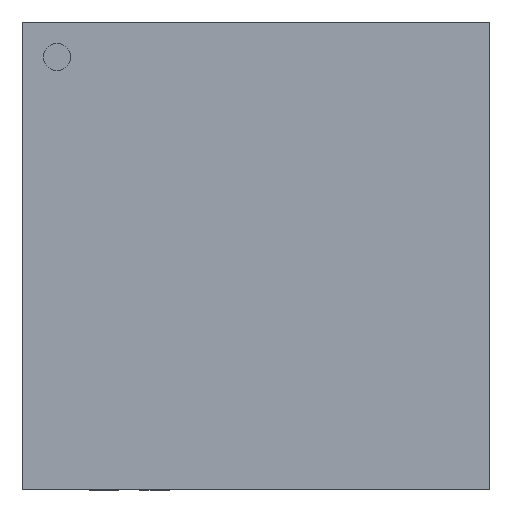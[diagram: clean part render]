
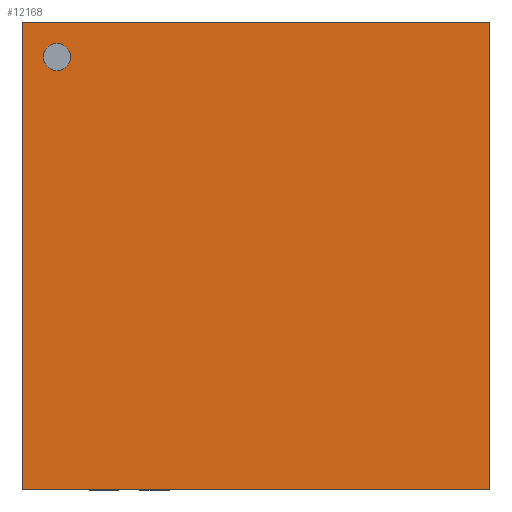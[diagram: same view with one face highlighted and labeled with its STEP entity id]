
A CAD part, top view. The second image highlights one B-rep face of the part: STEP entity #12168.
In plain terms, the highlighted planar face has unit normal (0, 0, 1).
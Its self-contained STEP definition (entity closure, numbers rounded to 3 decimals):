
#443 = PLANE('',#444);
#444 = AXIS2_PLACEMENT_3D('',#445,#446,#447);
#445 = CARTESIAN_POINT('',(-2.99,-2.99,0.02));
#446 = DIRECTION('',(1.,0.,0.));
#447 = DIRECTION('',(0.,0.,1.));
#471 = PLANE('',#472);
#472 = AXIS2_PLACEMENT_3D('',#473,#474,#475);
#473 = CARTESIAN_POINT('',(-2.99,-2.99,0.02));
#474 = DIRECTION('',(0.,1.,0.));
#475 = DIRECTION('',(0.,0.,1.));
#1269 = PLANE('',#1270);
#1270 = AXIS2_PLACEMENT_3D('',#1271,#1272,#1273);
#1271 = CARTESIAN_POINT('',(2.99,-2.99,0.02));
#1272 = DIRECTION('',(1.,0.,0.));
#1273 = DIRECTION('',(0.,0.,1.));
#2067 = PLANE('',#2068);
#2068 = AXIS2_PLACEMENT_3D('',#2069,#2070,#2071);
#2069 = CARTESIAN_POINT('',(-2.99,2.99,0.02));
#2070 = DIRECTION('',(0.,1.,0.));
#2071 = DIRECTION('',(0.,0.,1.));
#3627 = EDGE_CURVE('',#3628,#3630,#3632,.T.);
#3628 = VERTEX_POINT('',#3629);
#3629 = CARTESIAN_POINT('',(-2.99,-2.99,0.92));
#3630 = VERTEX_POINT('',#3631);
#3631 = CARTESIAN_POINT('',(-2.99,2.99,0.92));
#3632 = SURFACE_CURVE('',#3633,(#3637,#3644),.PCURVE_S1.);
#3633 = LINE('',#3634,#3635);
#3634 = CARTESIAN_POINT('',(-2.99,-2.99,0.92));
#3635 = VECTOR('',#3636,1.);
#3636 = DIRECTION('',(0.,1.,0.));
#3637 = PCURVE('',#443,#3638);
#3638 = DEFINITIONAL_REPRESENTATION('',(#3639),#3643);
#3639 = LINE('',#3640,#3641);
#3640 = CARTESIAN_POINT('',(0.9,0.));
#3641 = VECTOR('',#3642,1.);
#3642 = DIRECTION('',(0.,-1.));
#3643 = ( GEOMETRIC_REPRESENTATION_CONTEXT(2) 
PARAMETRIC_REPRESENTATION_CONTEXT() REPRESENTATION_CONTEXT('2D SPACE',''
  ) );
#3644 = PCURVE('',#3645,#3650);
#3645 = PLANE('',#3646);
#3646 = AXIS2_PLACEMENT_3D('',#3647,#3648,#3649);
#3647 = CARTESIAN_POINT('',(-2.99,-2.99,0.92));
#3648 = DIRECTION('',(0.,0.,1.));
#3649 = DIRECTION('',(1.,0.,0.));
#3650 = DEFINITIONAL_REPRESENTATION('',(#3651),#3655);
#3651 = LINE('',#3652,#3653);
#3652 = CARTESIAN_POINT('',(0.,0.));
#3653 = VECTOR('',#3654,1.);
#3654 = DIRECTION('',(0.,1.));
#3655 = ( GEOMETRIC_REPRESENTATION_CONTEXT(2) 
PARAMETRIC_REPRESENTATION_CONTEXT() REPRESENTATION_CONTEXT('2D SPACE',''
  ) );
#4195 = EDGE_CURVE('',#3628,#4196,#4198,.T.);
#4196 = VERTEX_POINT('',#4197);
#4197 = CARTESIAN_POINT('',(2.99,-2.99,0.92));
#4198 = SURFACE_CURVE('',#4199,(#4203,#4210),.PCURVE_S1.);
#4199 = LINE('',#4200,#4201);
#4200 = CARTESIAN_POINT('',(-2.99,-2.99,0.92));
#4201 = VECTOR('',#4202,1.);
#4202 = DIRECTION('',(1.,0.,0.));
#4203 = PCURVE('',#471,#4204);
#4204 = DEFINITIONAL_REPRESENTATION('',(#4205),#4209);
#4205 = LINE('',#4206,#4207);
#4206 = CARTESIAN_POINT('',(0.9,0.));
#4207 = VECTOR('',#4208,1.);
#4208 = DIRECTION('',(0.,1.));
#4209 = ( GEOMETRIC_REPRESENTATION_CONTEXT(2) 
PARAMETRIC_REPRESENTATION_CONTEXT() REPRESENTATION_CONTEXT('2D SPACE',''
  ) );
#4210 = PCURVE('',#3645,#4211);
#4211 = DEFINITIONAL_REPRESENTATION('',(#4212),#4216);
#4212 = LINE('',#4213,#4214);
#4213 = CARTESIAN_POINT('',(0.,0.));
#4214 = VECTOR('',#4215,1.);
#4215 = DIRECTION('',(1.,0.));
#4216 = ( GEOMETRIC_REPRESENTATION_CONTEXT(2) 
PARAMETRIC_REPRESENTATION_CONTEXT() REPRESENTATION_CONTEXT('2D SPACE',''
  ) );
#7926 = EDGE_CURVE('',#3630,#7927,#7929,.T.);
#7927 = VERTEX_POINT('',#7928);
#7928 = CARTESIAN_POINT('',(2.99,2.99,0.92));
#7929 = SURFACE_CURVE('',#7930,(#7934,#7941),.PCURVE_S1.);
#7930 = LINE('',#7931,#7932);
#7931 = CARTESIAN_POINT('',(-2.99,2.99,0.92));
#7932 = VECTOR('',#7933,1.);
#7933 = DIRECTION('',(1.,0.,0.));
#7934 = PCURVE('',#2067,#7935);
#7935 = DEFINITIONAL_REPRESENTATION('',(#7936),#7940);
#7936 = LINE('',#7937,#7938);
#7937 = CARTESIAN_POINT('',(0.9,0.));
#7938 = VECTOR('',#7939,1.);
#7939 = DIRECTION('',(0.,1.));
#7940 = ( GEOMETRIC_REPRESENTATION_CONTEXT(2) 
PARAMETRIC_REPRESENTATION_CONTEXT() REPRESENTATION_CONTEXT('2D SPACE',''
  ) );
#7941 = PCURVE('',#3645,#7942);
#7942 = DEFINITIONAL_REPRESENTATION('',(#7943),#7947);
#7943 = LINE('',#7944,#7945);
#7944 = CARTESIAN_POINT('',(0.,5.98));
#7945 = VECTOR('',#7946,1.);
#7946 = DIRECTION('',(1.,0.));
#7947 = ( GEOMETRIC_REPRESENTATION_CONTEXT(2) 
PARAMETRIC_REPRESENTATION_CONTEXT() REPRESENTATION_CONTEXT('2D SPACE',''
  ) );
#8463 = EDGE_CURVE('',#4196,#7927,#8464,.T.);
#8464 = SURFACE_CURVE('',#8465,(#8469,#8476),.PCURVE_S1.);
#8465 = LINE('',#8466,#8467);
#8466 = CARTESIAN_POINT('',(2.99,-2.99,0.92));
#8467 = VECTOR('',#8468,1.);
#8468 = DIRECTION('',(0.,1.,0.));
#8469 = PCURVE('',#1269,#8470);
#8470 = DEFINITIONAL_REPRESENTATION('',(#8471),#8475);
#8471 = LINE('',#8472,#8473);
#8472 = CARTESIAN_POINT('',(0.9,0.));
#8473 = VECTOR('',#8474,1.);
#8474 = DIRECTION('',(0.,-1.));
#8475 = ( GEOMETRIC_REPRESENTATION_CONTEXT(2) 
PARAMETRIC_REPRESENTATION_CONTEXT() REPRESENTATION_CONTEXT('2D SPACE',''
  ) );
#8476 = PCURVE('',#3645,#8477);
#8477 = DEFINITIONAL_REPRESENTATION('',(#8478),#8482);
#8478 = LINE('',#8479,#8480);
#8479 = CARTESIAN_POINT('',(5.98,0.));
#8480 = VECTOR('',#8481,1.);
#8481 = DIRECTION('',(0.,1.));
#8482 = ( GEOMETRIC_REPRESENTATION_CONTEXT(2) 
PARAMETRIC_REPRESENTATION_CONTEXT() REPRESENTATION_CONTEXT('2D SPACE',''
  ) );
#12168 = ADVANCED_FACE('',(#12169,#12175),#3645,.T.);
#12169 = FACE_BOUND('',#12170,.T.);
#12170 = EDGE_LOOP('',(#12171,#12172,#12173,#12174));
#12171 = ORIENTED_EDGE('',*,*,#3627,.F.);
#12172 = ORIENTED_EDGE('',*,*,#4195,.T.);
#12173 = ORIENTED_EDGE('',*,*,#8463,.T.);
#12174 = ORIENTED_EDGE('',*,*,#7926,.F.);
#12175 = FACE_BOUND('',#12176,.T.);
#12176 = EDGE_LOOP('',(#12177));
#12177 = ORIENTED_EDGE('',*,*,#12178,.T.);
#12178 = EDGE_CURVE('',#12179,#12179,#12181,.T.);
#12179 = VERTEX_POINT('',#12180);
#12180 = CARTESIAN_POINT('',(-2.375,-2.55,0.92));
#12181 = SURFACE_CURVE('',#12182,(#12187,#12198),.PCURVE_S1.);
#12182 = CIRCLE('',#12183,0.175);
#12183 = AXIS2_PLACEMENT_3D('',#12184,#12185,#12186);
#12184 = CARTESIAN_POINT('',(-2.55,-2.55,0.92));
#12185 = DIRECTION('',(0.,0.,-1.));
#12186 = DIRECTION('',(1.,0.,0.));
#12187 = PCURVE('',#3645,#12188);
#12188 = DEFINITIONAL_REPRESENTATION('',(#12189),#12197);
#12189 = ( BOUNDED_CURVE() B_SPLINE_CURVE(2,(#12190,#12191,#12192,#12193
    ,#12194,#12195,#12196),.UNSPECIFIED.,.F.,.F.) 
B_SPLINE_CURVE_WITH_KNOTS((1,2,2,2,2,1),(-2.094,0.,
    2.094,4.189,6.283,8.378),
.UNSPECIFIED.) CURVE() GEOMETRIC_REPRESENTATION_ITEM() 
RATIONAL_B_SPLINE_CURVE((1.,0.5,1.,0.5,1.,0.5,1.)) REPRESENTATION_ITEM(
  '') );
#12190 = CARTESIAN_POINT('',(0.615,0.44));
#12191 = CARTESIAN_POINT('',(0.615,0.137));
#12192 = CARTESIAN_POINT('',(0.353,0.288));
#12193 = CARTESIAN_POINT('',(0.09,0.44));
#12194 = CARTESIAN_POINT('',(0.353,0.592));
#12195 = CARTESIAN_POINT('',(0.615,0.743));
#12196 = CARTESIAN_POINT('',(0.615,0.44));
#12197 = ( GEOMETRIC_REPRESENTATION_CONTEXT(2) 
PARAMETRIC_REPRESENTATION_CONTEXT() REPRESENTATION_CONTEXT('2D SPACE',''
  ) );
#12198 = PCURVE('',#12199,#12204);
#12199 = CYLINDRICAL_SURFACE('',#12200,0.175);
#12200 = AXIS2_PLACEMENT_3D('',#12201,#12202,#12203);
#12201 = CARTESIAN_POINT('',(-2.55,-2.55,0.93));
#12202 = DIRECTION('',(-0.,-0.,-1.));
#12203 = DIRECTION('',(1.,0.,0.));
#12204 = DEFINITIONAL_REPRESENTATION('',(#12205),#12209);
#12205 = LINE('',#12206,#12207);
#12206 = CARTESIAN_POINT('',(-6.283,0.01));
#12207 = VECTOR('',#12208,1.);
#12208 = DIRECTION('',(1.,-0.));
#12209 = ( GEOMETRIC_REPRESENTATION_CONTEXT(2) 
PARAMETRIC_REPRESENTATION_CONTEXT() REPRESENTATION_CONTEXT('2D SPACE',''
  ) );
